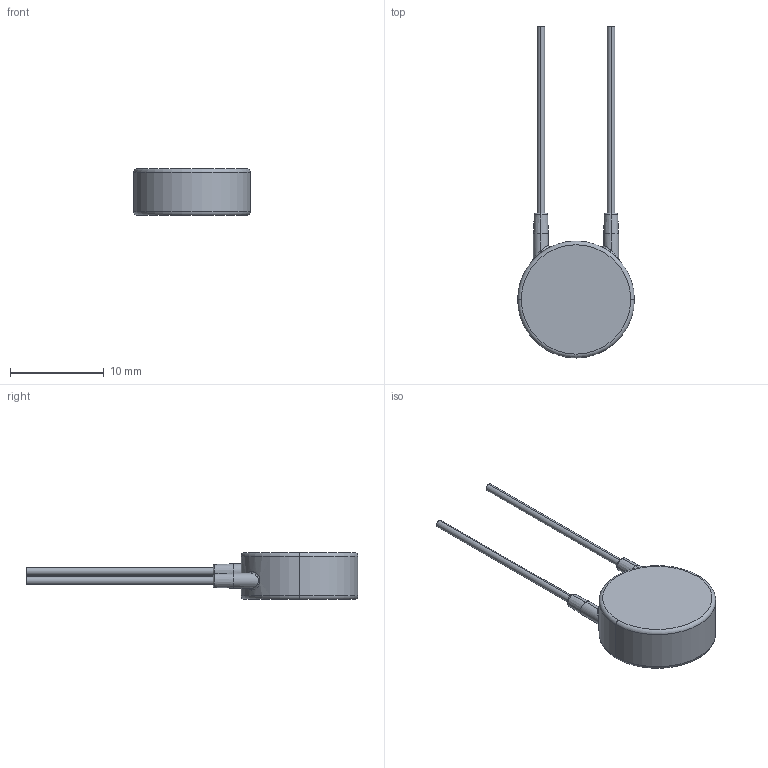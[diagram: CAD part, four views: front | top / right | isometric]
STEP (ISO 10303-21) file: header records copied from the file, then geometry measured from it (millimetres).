
FILE_DESCRIPTION((''),'2;1');
FILE_NAME('MOV-10D180K','2012-08-23T',('ryans'),('Bourns, Inc.'),'PRO/ENGINEER BY PARAMETRIC TECHNOLOGY CORPORATION, 2010100','PRO/ENGINEER BY PARAMETRIC TECHNOLOGY CORPORATION, 2010100','');
FILE_SCHEMA(('CONFIG_CONTROL_DESIGN'));
Length unit declared in the file: millimetre
Products named in the file (1): MOV-10D180K
Bounding box: 12.5 x 35.5 x 5 mm (x, y, z)
Volume: 647.5 mm3; surface area: 567.3 mm2
Topology: 1 solids, 1 shells, 32 faces, 62 edges, 36 vertices
Faces by surface type: cylinder 10, torus 8, plane 6, bspline 4, cone 4
Entity records: 1520 total; most frequent: CARTESIAN_POINT 826, DIRECTION 150, ORIENTED_EDGE 124, AXIS2_PLACEMENT_3D 68, EDGE_CURVE 62, CIRCLE 40, VERTEX_POINT 36, EDGE_LOOP 36
